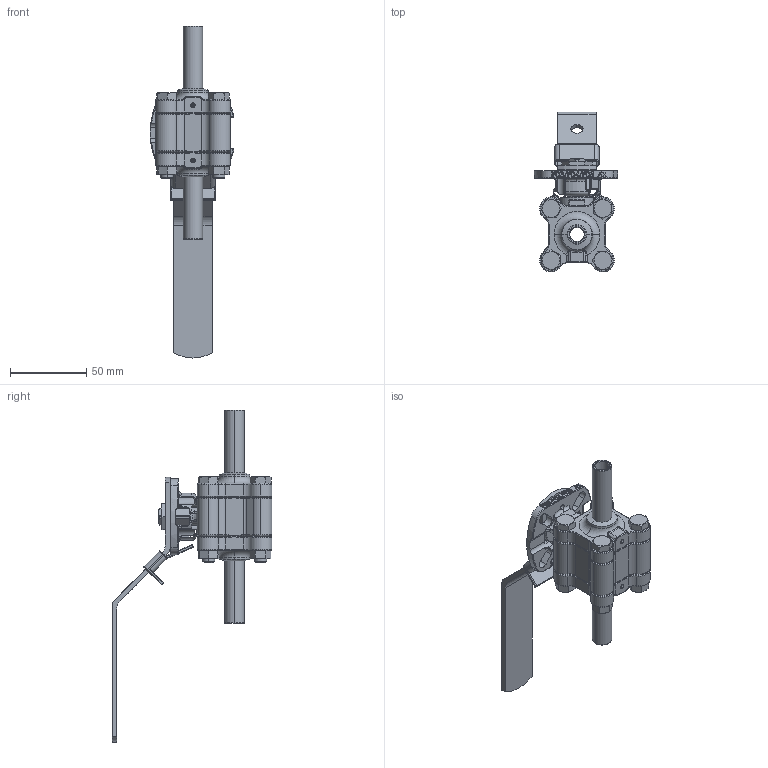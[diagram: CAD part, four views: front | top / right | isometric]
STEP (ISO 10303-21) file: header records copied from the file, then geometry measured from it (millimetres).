
FILE_DESCRIPTION (( 'STEP AP214' ), '1' );
FILE_NAME ('H78-DA-0050.STEP', '2018-12-06T20:53:07', ( '' ), ( '' ), 'SwSTEP 2.0', 'SolidWorks 2018', '' );
FILE_SCHEMA (( 'AUTOMOTIVE_DESIGN' ));
Length unit declared in the file: inch
Products named in the file (1): H78-DA-0050
Bounding box: 54.73 x 104.77 x 217.4 mm (x, y, z)
Surface area: 49216.5 mm2 (no closed solid volume)
Topology: 0 solids, 19 shells, 940 faces, 2803 edges, 1764 vertices
Faces by surface type: plane 326, cylinder 237, torus 160, bspline 133, cone 73, sphere 11
Entity records: 54210 total; most frequent: CARTESIAN_POINT 18266, DIRECTION 4813, ORIENTED_EDGE 4786, EDGE_CURVE 2748, AXIS2_PLACEMENT_3D 1803, VERTEX_POINT 1762, LINE 1207, VECTOR 1207
